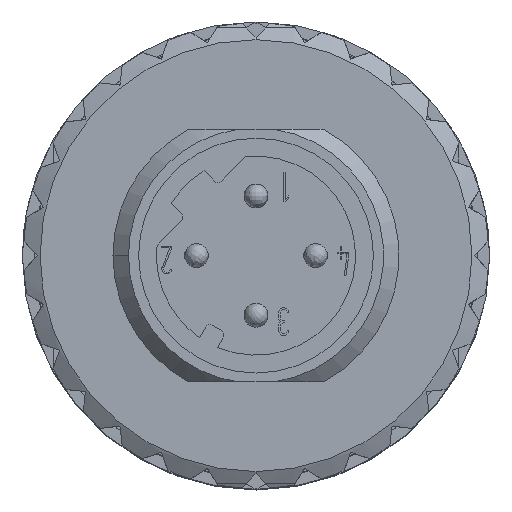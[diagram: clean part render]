
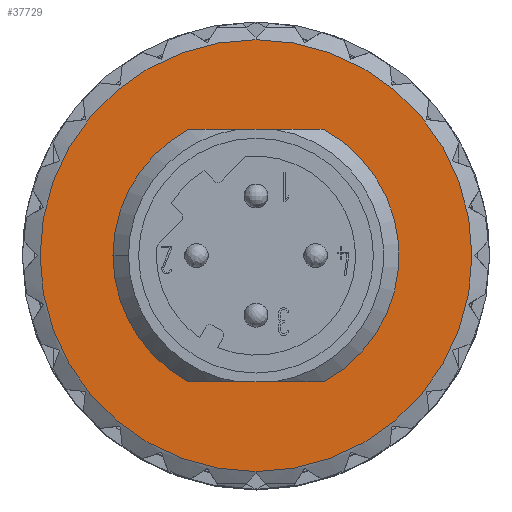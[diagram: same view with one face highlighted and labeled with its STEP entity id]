
A CAD part, left-side view. The second image highlights one B-rep face of the part: STEP entity #37729.
In plain terms, the highlighted face is planar.
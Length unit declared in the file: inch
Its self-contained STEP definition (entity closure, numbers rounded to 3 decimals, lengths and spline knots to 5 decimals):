
#3857 = CARTESIAN_POINT ( 'NONE',  ( 0.35658, 0.38583, 0. ) ) ;
#3905 = CARTESIAN_POINT ( 'NONE',  ( -0.20866, 0.38583, -0.40699 ) ) ;
#5540 = CARTESIAN_POINT ( 'NONE',  ( 0., 0.38583, 0. ) ) ;
#5554 = EDGE_CURVE ( 'NONE', #5910, #25538, #8422, .T. ) ;
#5597 = CARTESIAN_POINT ( 'NONE',  ( -0.20866, 0.38583, 0.11073 ) ) ;
#5683 = AXIS2_PLACEMENT_3D ( 'NONE', #35106, #38048, #23327 ) ;
#5828 = ORIENTED_EDGE ( 'NONE', *, *, #17953, .T. ) ;
#5910 = VERTEX_POINT ( 'NONE', #8024 ) ;
#6153 = FACE_OUTER_BOUND ( 'NONE', #22405, .T. ) ;
#6513 = LINE ( 'NONE', #3905, #29413 ) ;
#6996 = VECTOR ( 'NONE', #38482, 39.37008 ) ;
#7483 = CIRCLE ( 'NONE', #22790, 0.23622 ) ;
#8024 = CARTESIAN_POINT ( 'NONE',  ( 0., 0.38583, 0.23622 ) ) ;
#8152 = ORIENTED_EDGE ( 'NONE', *, *, #5554, .T. ) ;
#8422 = CIRCLE ( 'NONE', #30256, 0.23622 ) ;
#9217 = PLANE ( 'NONE',  #12188 ) ;
#11233 = CARTESIAN_POINT ( 'NONE',  ( 0.20866, 0.38583, -0.40699 ) ) ;
#11664 = DIRECTION ( 'NONE',  ( 0., 1., 0. ) ) ;
#11999 = DIRECTION ( 'NONE',  ( 0., 1., 0. ) ) ;
#12028 = CARTESIAN_POINT ( 'NONE',  ( 0.00783, 0.38583, -0.40699 ) ) ;
#12188 = AXIS2_PLACEMENT_3D ( 'NONE', #12028, #15213, #21235 ) ;
#13039 = EDGE_CURVE ( 'NONE', #15881, #13743, #36009, .T. ) ;
#13743 = VERTEX_POINT ( 'NONE', #3857 ) ;
#14026 = CARTESIAN_POINT ( 'NONE',  ( 0.20866, 0.38583, -0.11073 ) ) ;
#14959 = VERTEX_POINT ( 'NONE', #21222 ) ;
#15052 = DIRECTION ( 'NONE',  ( 0., 0., 1. ) ) ;
#15194 = FACE_BOUND ( 'NONE', #38908, .T. ) ;
#15213 = DIRECTION ( 'NONE',  ( 0., -1., 0. ) ) ;
#15811 = EDGE_CURVE ( 'NONE', #15987, #5910, #22052, .T. ) ;
#15881 = VERTEX_POINT ( 'NONE', #29381 ) ;
#15905 = DIRECTION ( 'NONE',  ( 0., 0., 1. ) ) ;
#15987 = VERTEX_POINT ( 'NONE', #5597 ) ;
#17953 = EDGE_CURVE ( 'NONE', #25538, #22437, #25148, .T. ) ;
#18152 = CARTESIAN_POINT ( 'NONE',  ( 0., 0.38583, 0. ) ) ;
#18255 = EDGE_CURVE ( 'NONE', #13743, #15881, #21304, .T. ) ;
#18375 = AXIS2_PLACEMENT_3D ( 'NONE', #5540, #11664, #39019 ) ;
#19767 = CARTESIAN_POINT ( 'NONE',  ( 0., 0.38583, 0. ) ) ;
#20767 = DIRECTION ( 'NONE',  ( 0., 1., 0. ) ) ;
#21066 = ORIENTED_EDGE ( 'NONE', *, *, #31292, .T. ) ;
#21097 = AXIS2_PLACEMENT_3D ( 'NONE', #35985, #20767, #30003 ) ;
#21222 = CARTESIAN_POINT ( 'NONE',  ( -0.20866, 0.38583, -0.11073 ) ) ;
#21235 = DIRECTION ( 'NONE',  ( 0., 0., -1. ) ) ;
#21304 = CIRCLE ( 'NONE', #21097, 0.35658 ) ;
#21827 = CARTESIAN_POINT ( 'NONE',  ( 0.20866, 0.38583, 0.11073 ) ) ;
#22052 = CIRCLE ( 'NONE', #5683, 0.23622 ) ;
#22405 = EDGE_LOOP ( 'NONE', ( #28138, #27696 ) ) ;
#22437 = VERTEX_POINT ( 'NONE', #14026 ) ;
#22790 = AXIS2_PLACEMENT_3D ( 'NONE', #19767, #26023, #38298 ) ;
#23006 = EDGE_CURVE ( 'NONE', #22437, #14959, #7483, .T. ) ;
#23327 = DIRECTION ( 'NONE',  ( 0., 0., 1. ) ) ;
#25148 = LINE ( 'NONE', #11233, #6996 ) ;
#25538 = VERTEX_POINT ( 'NONE', #21827 ) ;
#26023 = DIRECTION ( 'NONE',  ( 0., 1., 0. ) ) ;
#27696 = ORIENTED_EDGE ( 'NONE', *, *, #18255, .F. ) ;
#28138 = ORIENTED_EDGE ( 'NONE', *, *, #13039, .F. ) ;
#29381 = CARTESIAN_POINT ( 'NONE',  ( -0.35658, 0.38583, 0. ) ) ;
#29413 = VECTOR ( 'NONE', #15905, 39.37008 ) ;
#30003 = DIRECTION ( 'NONE',  ( -1., 0., 0. ) ) ;
#30256 = AXIS2_PLACEMENT_3D ( 'NONE', #18152, #11999, #15052 ) ;
#30822 = ORIENTED_EDGE ( 'NONE', *, *, #15811, .T. ) ;
#31292 = EDGE_CURVE ( 'NONE', #14959, #15987, #6513, .T. ) ;
#35106 = CARTESIAN_POINT ( 'NONE',  ( 0., 0.38583, 0. ) ) ;
#35444 = ORIENTED_EDGE ( 'NONE', *, *, #23006, .T. ) ;
#35985 = CARTESIAN_POINT ( 'NONE',  ( 0., 0.38583, 0. ) ) ;
#36009 = CIRCLE ( 'NONE', #18375, 0.35658 ) ;
#37729 = ADVANCED_FACE ( 'NONE', ( #15194, #6153 ), #9217, .T. ) ;
#38048 = DIRECTION ( 'NONE',  ( 0., 1., 0. ) ) ;
#38298 = DIRECTION ( 'NONE',  ( 0., 0., 1. ) ) ;
#38482 = DIRECTION ( 'NONE',  ( 0., 0., -1. ) ) ;
#38908 = EDGE_LOOP ( 'NONE', ( #21066, #30822, #8152, #5828, #35444 ) ) ;
#39019 = DIRECTION ( 'NONE',  ( -1., 0., 0. ) ) ;
